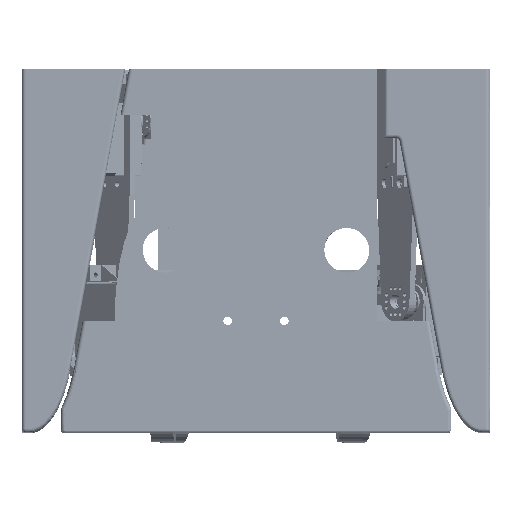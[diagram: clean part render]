
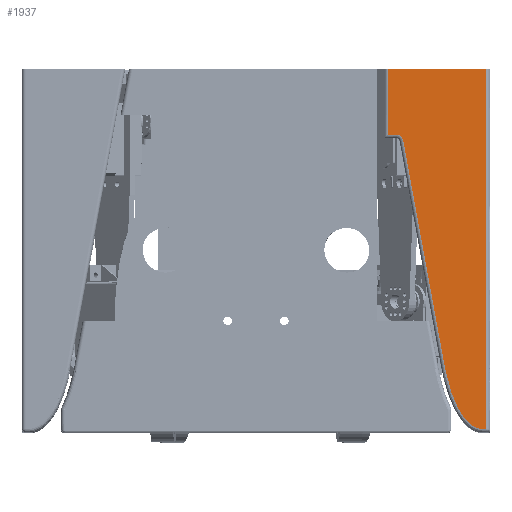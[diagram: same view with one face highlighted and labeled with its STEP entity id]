
A CAD part, top view. The second image highlights one B-rep face of the part: STEP entity #1937.
In plain terms, the highlighted planar face has unit normal (0, 0, 1).
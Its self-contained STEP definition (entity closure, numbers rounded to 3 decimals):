
#284 = CARTESIAN_POINT ( 'NONE',  ( -56.75, 0., 0. ) ) ;
#309 = AXIS2_PLACEMENT_3D ( 'NONE', #9813, #7416, #24869 ) ;
#878 = VERTEX_POINT ( 'NONE', #8387 ) ;
#1205 = CARTESIAN_POINT ( 'NONE',  ( -15.114, -190.239, 0. ) ) ;
#1368 = LINE ( 'NONE', #18340, #3267 ) ;
#1378 = CARTESIAN_POINT ( 'NONE',  ( -10.784, -195.175, 0. ) ) ;
#1667 = CARTESIAN_POINT ( 'NONE',  ( -5.757, -197.854, 0. ) ) ;
#1752 = VECTOR ( 'NONE', #31194, 1000. ) ;
#1937 = ADVANCED_FACE ( 'NONE', ( #9994 ), #12089, .F. ) ;
#2110 = CARTESIAN_POINT ( 'NONE',  ( -2., 0., 0. ) ) ;
#2526 = LINE ( 'NONE', #284, #23665 ) ;
#2637 = B_SPLINE_CURVE_WITH_KNOTS ( 'NONE', 3,
 ( #21040, #3457, #20563, #13217, #18829, #6318, #15767, #23121, #30357, #20890, #26024, #6156, #1205, #30830, #22974, #15917, #4092, #1378, #10802, #25533, #10968, #3603, #8412, #23609, #20729, #1667, #23464, #18183 ),
 .UNSPECIFIED., .F., .F.,
 ( 4, 2, 2, 2, 2, 2, 2, 2, 2, 2, 2, 2, 2, 4 ),
 ( 0., 0.01, 0.016, 0.021, 0.023, 0.026, 0.029, 0.031, 0.034, 0.035, 0.037, 0.038, 0.039, 0.042 ),
 .UNSPECIFIED. ) ;
#2942 = VERTEX_POINT ( 'NONE', #11163 ) ;
#2981 = EDGE_LOOP ( 'NONE', ( #8712, #21527, #7196, #7295, #13260, #22919, #10813, #25572 ) ) ;
#3267 = VECTOR ( 'NONE', #10960, 1000. ) ;
#3387 = VERTEX_POINT ( 'NONE', #2110 ) ;
#3457 = CARTESIAN_POINT ( 'NONE',  ( -23.927, -167.564, 0. ) ) ;
#3603 = CARTESIAN_POINT ( 'NONE',  ( -8.62, -196.699, 0. ) ) ;
#4092 = CARTESIAN_POINT ( 'NONE',  ( -11.769, -194.303, 0. ) ) ;
#4422 = CIRCLE ( 'NONE', #309, 4. ) ;
#5193 = DIRECTION ( 'NONE',  ( -1., 0., 0. ) ) ;
#5436 = EDGE_CURVE ( 'NONE', #18839, #3387, #2526, .T. ) ;
#6156 = CARTESIAN_POINT ( 'NONE',  ( -15.598, -189.505, 0. ) ) ;
#6318 = CARTESIAN_POINT ( 'NONE',  ( -19.933, -180.892, 0. ) ) ;
#6995 = CARTESIAN_POINT ( 'NONE',  ( -2., -198., 0. ) ) ;
#7078 = CARTESIAN_POINT ( 'NONE',  ( -4., -198., 0. ) ) ;
#7196 = ORIENTED_EDGE ( 'NONE', *, *, #15863, .T. ) ;
#7295 = ORIENTED_EDGE ( 'NONE', *, *, #17209, .F. ) ;
#7416 = DIRECTION ( 'NONE',  ( 0., 0., 1. ) ) ;
#8237 = CARTESIAN_POINT ( 'NONE',  ( -2., 0., 0. ) ) ;
#8387 = CARTESIAN_POINT ( 'NONE',  ( -24.56, -164.116, 0. ) ) ;
#8412 = CARTESIAN_POINT ( 'NONE',  ( -8.234, -196.91, 0. ) ) ;
#8712 = ORIENTED_EDGE ( 'NONE', *, *, #5436, .F. ) ;
#8900 = EDGE_CURVE ( 'NONE', #878, #16367, #2637, .T. ) ;
#9813 = CARTESIAN_POINT ( 'NONE',  ( -51.433, -40., 0. ) ) ;
#9994 = FACE_OUTER_BOUND ( 'NONE', #2981, .T. ) ;
#10802 = CARTESIAN_POINT ( 'NONE',  ( -10.444, -195.455, 0. ) ) ;
#10813 = ORIENTED_EDGE ( 'NONE', *, *, #23680, .T. ) ;
#10960 = DIRECTION ( 'NONE',  ( 1., 0., 0. ) ) ;
#10968 = CARTESIAN_POINT ( 'NONE',  ( -9.371, -196.238, 0. ) ) ;
#10990 = EDGE_CURVE ( 'NONE', #2942, #878, #25617, .T. ) ;
#11163 = CARTESIAN_POINT ( 'NONE',  ( -47.499, -39.277, 0. ) ) ;
#11865 = VECTOR ( 'NONE', #15702, 1000. ) ;
#12089 = PLANE ( 'NONE',  #15100 ) ;
#12675 = CARTESIAN_POINT ( 'NONE',  ( -55.922, 0., 0. ) ) ;
#12874 = DIRECTION ( 'NONE',  ( 0., 1., 0. ) ) ;
#13217 = CARTESIAN_POINT ( 'NONE',  ( -21.672, -175.97, 0. ) ) ;
#13260 = ORIENTED_EDGE ( 'NONE', *, *, #10990, .T. ) ;
#13457 = CARTESIAN_POINT ( 'NONE',  ( -52.929, -9.726, 0. ) ) ;
#13696 = VERTEX_POINT ( 'NONE', #6995 ) ;
#13907 = LINE ( 'NONE', #23667, #26892 ) ;
#15100 = AXIS2_PLACEMENT_3D ( 'NONE', #17687, #22002, #5193 ) ;
#15530 = EDGE_CURVE ( 'NONE', #13696, #3387, #25045, .T. ) ;
#15649 = EDGE_CURVE ( 'NONE', #18839, #16306, #21241, .T. ) ;
#15702 = DIRECTION ( 'NONE',  ( 0.181, -0.984, 0. ) ) ;
#15767 = CARTESIAN_POINT ( 'NONE',  ( -19.273, -182.508, 0. ) ) ;
#15863 = EDGE_CURVE ( 'NONE', #16306, #19837, #1368, .T. ) ;
#15917 = CARTESIAN_POINT ( 'NONE',  ( -12.381, -193.678, 0. ) ) ;
#16306 = VERTEX_POINT ( 'NONE', #19261 ) ;
#16367 = VERTEX_POINT ( 'NONE', #7078 ) ;
#17209 = EDGE_CURVE ( 'NONE', #2942, #19837, #4422, .T. ) ;
#17687 = CARTESIAN_POINT ( 'NONE',  ( 0., 0., 0. ) ) ;
#18183 = CARTESIAN_POINT ( 'NONE',  ( -4., -198., 0. ) ) ;
#18340 = CARTESIAN_POINT ( 'NONE',  ( 0., -36., 0. ) ) ;
#18829 = CARTESIAN_POINT ( 'NONE',  ( -21.132, -177.624, 0. ) ) ;
#18839 = VERTEX_POINT ( 'NONE', #12675 ) ;
#19261 = CARTESIAN_POINT ( 'NONE',  ( -55.922, -36., 0. ) ) ;
#19837 = VERTEX_POINT ( 'NONE', #22379 ) ;
#20563 = CARTESIAN_POINT ( 'NONE',  ( -23.142, -170.963, 0. ) ) ;
#20729 = CARTESIAN_POINT ( 'NONE',  ( -7.023, -197.45, 0. ) ) ;
#20890 = CARTESIAN_POINT ( 'NONE',  ( -16.949, -187.24, 0. ) ) ;
#21040 = CARTESIAN_POINT ( 'NONE',  ( -24.56, -164.116, 0. ) ) ;
#21241 = LINE ( 'NONE', #31341, #1752 ) ;
#21527 = ORIENTED_EDGE ( 'NONE', *, *, #15649, .T. ) ;
#22002 = DIRECTION ( 'NONE',  ( 0., 0., -1. ) ) ;
#22379 = CARTESIAN_POINT ( 'NONE',  ( -51.433, -36., 0. ) ) ;
#22386 = DIRECTION ( 'NONE',  ( 1., 0., 0. ) ) ;
#22919 = ORIENTED_EDGE ( 'NONE', *, *, #8900, .T. ) ;
#22974 = CARTESIAN_POINT ( 'NONE',  ( -13.537, -192.362, 0. ) ) ;
#23121 = CARTESIAN_POINT ( 'NONE',  ( -18.165, -184.893, 0. ) ) ;
#23127 = VECTOR ( 'NONE', #12874, 1000. ) ;
#23464 = CARTESIAN_POINT ( 'NONE',  ( -4.892, -198., 0. ) ) ;
#23609 = CARTESIAN_POINT ( 'NONE',  ( -7.437, -197.285, 0. ) ) ;
#23665 = VECTOR ( 'NONE', #22386, 1000. ) ;
#23667 = CARTESIAN_POINT ( 'NONE',  ( 0., -198., 0. ) ) ;
#23680 = EDGE_CURVE ( 'NONE', #16367, #13696, #13907, .T. ) ;
#24869 = DIRECTION ( 'NONE',  ( -1., 0., 0. ) ) ;
#25045 = LINE ( 'NONE', #8237, #23127 ) ;
#25533 = CARTESIAN_POINT ( 'NONE',  ( -9.737, -195.987, 0. ) ) ;
#25572 = ORIENTED_EDGE ( 'NONE', *, *, #15530, .T. ) ;
#25617 = LINE ( 'NONE', #13457, #11865 ) ;
#26024 = CARTESIAN_POINT ( 'NONE',  ( -16.516, -188.005, 0. ) ) ;
#26892 = VECTOR ( 'NONE', #31067, 1000. ) ;
#30357 = CARTESIAN_POINT ( 'NONE',  ( -17.774, -185.683, 0. ) ) ;
#30830 = CARTESIAN_POINT ( 'NONE',  ( -14.082, -191.669, 0. ) ) ;
#31067 = DIRECTION ( 'NONE',  ( 1., 0., 0. ) ) ;
#31194 = DIRECTION ( 'NONE',  ( 0., -1., 0. ) ) ;
#31341 = CARTESIAN_POINT ( 'NONE',  ( -55.922, -38., 0. ) ) ;
